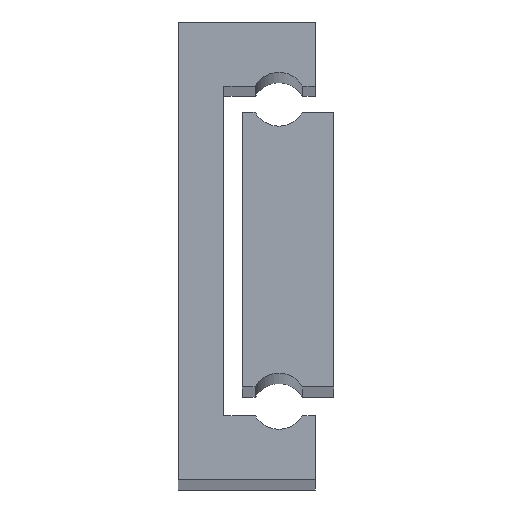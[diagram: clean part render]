
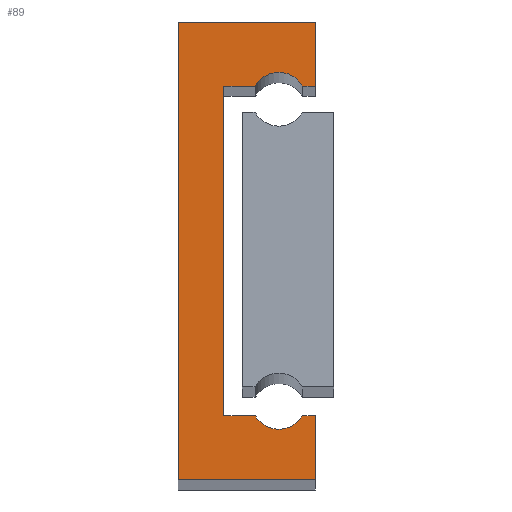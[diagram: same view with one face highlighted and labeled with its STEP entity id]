
A CAD part, top view. The second image highlights one B-rep face of the part: STEP entity #89.
In plain terms, the highlighted planar face has unit normal (0, 0, 1).
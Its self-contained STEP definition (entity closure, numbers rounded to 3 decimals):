
#7 = LINE ( 'NONE', #1539, #377 ) ;
#26 = DIRECTION ( 'NONE',  ( 0., 1., 0. ) ) ;
#29 = LINE ( 'NONE', #934, #1477 ) ;
#89 = ADVANCED_FACE ( 'NONE', ( #1403 ), #1264, .F. ) ;
#98 = VECTOR ( 'NONE', #176, 1000. ) ;
#103 = VECTOR ( 'NONE', #1075, 1000. ) ;
#130 = CARTESIAN_POINT ( 'NONE',  ( 0., 0., 325. ) ) ;
#163 = DIRECTION ( 'NONE',  ( -1., 0., 0. ) ) ;
#174 = CARTESIAN_POINT ( 'NONE',  ( 15., 50., 325. ) ) ;
#176 = DIRECTION ( 'NONE',  ( 0., 1., 0. ) ) ;
#195 = CARTESIAN_POINT ( 'NONE',  ( 15., 7., 325. ) ) ;
#199 = VERTEX_POINT ( 'NONE', #992 ) ;
#274 = CARTESIAN_POINT ( 'NONE',  ( 13.598, 43., 325. ) ) ;
#282 = CARTESIAN_POINT ( 'NONE',  ( 5., 7., 325. ) ) ;
#291 = DIRECTION ( 'NONE',  ( 0., 0., -1. ) ) ;
#297 = DIRECTION ( 'NONE',  ( 1., 0., 0. ) ) ;
#318 = LINE ( 'NONE', #887, #1317 ) ;
#320 = CARTESIAN_POINT ( 'NONE',  ( 0., 0., 325. ) ) ;
#331 = ORIENTED_EDGE ( 'NONE', *, *, #662, .T. ) ;
#377 = VECTOR ( 'NONE', #163, 1000. ) ;
#425 = ORIENTED_EDGE ( 'NONE', *, *, #1618, .T. ) ;
#440 = EDGE_CURVE ( 'NONE', #1657, #1201, #1022, .T. ) ;
#451 = VERTEX_POINT ( 'NONE', #1337 ) ;
#462 = CARTESIAN_POINT ( 'NONE',  ( 11., 41.5, 325. ) ) ;
#492 = LINE ( 'NONE', #744, #1115 ) ;
#499 = CARTESIAN_POINT ( 'NONE',  ( 15., 43., 325. ) ) ;
#501 = DIRECTION ( 'NONE',  ( 0., 0., -1. ) ) ;
#543 = ORIENTED_EDGE ( 'NONE', *, *, #1774, .T. ) ;
#551 = EDGE_CURVE ( 'NONE', #724, #451, #1220, .T. ) ;
#581 = AXIS2_PLACEMENT_3D ( 'NONE', #462, #1051, #1097 ) ;
#614 = CARTESIAN_POINT ( 'NONE',  ( 15., 50., 325. ) ) ;
#662 = EDGE_CURVE ( 'NONE', #1165, #1485, #1889, .T. ) ;
#724 = VERTEX_POINT ( 'NONE', #1613 ) ;
#734 = LINE ( 'NONE', #1936, #1800 ) ;
#744 = CARTESIAN_POINT ( 'NONE',  ( 15., 43., 325. ) ) ;
#750 = DIRECTION ( 'NONE',  ( -1., 0., 0. ) ) ;
#775 = ORIENTED_EDGE ( 'NONE', *, *, #1392, .T. ) ;
#782 = CARTESIAN_POINT ( 'NONE',  ( 0., 50., 325. ) ) ;
#796 = VERTEX_POINT ( 'NONE', #499 ) ;
#807 = CARTESIAN_POINT ( 'NONE',  ( 5., 7., 325. ) ) ;
#860 = CARTESIAN_POINT ( 'NONE',  ( 13.598, 7., 325. ) ) ;
#887 = CARTESIAN_POINT ( 'NONE',  ( 8.402, 43., 325. ) ) ;
#934 = CARTESIAN_POINT ( 'NONE',  ( 0., 0., 325. ) ) ;
#940 = DIRECTION ( 'NONE',  ( 0., -1., 0. ) ) ;
#959 = EDGE_CURVE ( 'NONE', #199, #1610, #1845, .T. ) ;
#992 = CARTESIAN_POINT ( 'NONE',  ( 8.402, 43., 325. ) ) ;
#1009 = ORIENTED_EDGE ( 'NONE', *, *, #1819, .T. ) ;
#1022 = CIRCLE ( 'NONE', #1720, 3. ) ;
#1051 = DIRECTION ( 'NONE',  ( 0., 0., -1. ) ) ;
#1052 = LINE ( 'NONE', #195, #1573 ) ;
#1056 = CARTESIAN_POINT ( 'NONE',  ( 15., 0., 325. ) ) ;
#1075 = DIRECTION ( 'NONE',  ( 0., 1., 0. ) ) ;
#1087 = DIRECTION ( 'NONE',  ( -1., 0., 0. ) ) ;
#1089 = DIRECTION ( 'NONE',  ( 1., 0., 0. ) ) ;
#1097 = DIRECTION ( 'NONE',  ( -1., 0., 0. ) ) ;
#1115 = VECTOR ( 'NONE', #1365, 1000. ) ;
#1123 = VECTOR ( 'NONE', #26, 1000. ) ;
#1165 = VERTEX_POINT ( 'NONE', #282 ) ;
#1201 = VERTEX_POINT ( 'NONE', #1607 ) ;
#1220 = LINE ( 'NONE', #1056, #1123 ) ;
#1251 = CARTESIAN_POINT ( 'NONE',  ( 11., 41.5, 325. ) ) ;
#1264 = PLANE ( 'NONE',  #581 ) ;
#1268 = LINE ( 'NONE', #614, #98 ) ;
#1271 = ORIENTED_EDGE ( 'NONE', *, *, #1809, .T. ) ;
#1281 = ORIENTED_EDGE ( 'NONE', *, *, #959, .T. ) ;
#1313 = DIRECTION ( 'NONE',  ( -1., 0., 0. ) ) ;
#1315 = VERTEX_POINT ( 'NONE', #320 ) ;
#1317 = VECTOR ( 'NONE', #1089, 1000. ) ;
#1337 = CARTESIAN_POINT ( 'NONE',  ( 15., 7., 325. ) ) ;
#1365 = DIRECTION ( 'NONE',  ( 1., 0., 0. ) ) ;
#1388 = ORIENTED_EDGE ( 'NONE', *, *, #440, .T. ) ;
#1392 = EDGE_CURVE ( 'NONE', #796, #1805, #1268, .T. ) ;
#1403 = FACE_OUTER_BOUND ( 'NONE', #1777, .T. ) ;
#1413 = VERTEX_POINT ( 'NONE', #782 ) ;
#1477 = VECTOR ( 'NONE', #940, 1000. ) ;
#1485 = VERTEX_POINT ( 'NONE', #1718 ) ;
#1496 = LINE ( 'NONE', #130, #1934 ) ;
#1518 = ORIENTED_EDGE ( 'NONE', *, *, #1727, .T. ) ;
#1539 = CARTESIAN_POINT ( 'NONE',  ( 0., 50., 325. ) ) ;
#1573 = VECTOR ( 'NONE', #750, 1000. ) ;
#1590 = ORIENTED_EDGE ( 'NONE', *, *, #1769, .T. ) ;
#1607 = CARTESIAN_POINT ( 'NONE',  ( 8.402, 7., 325. ) ) ;
#1610 = VERTEX_POINT ( 'NONE', #274 ) ;
#1613 = CARTESIAN_POINT ( 'NONE',  ( 15., 0., 325. ) ) ;
#1618 = EDGE_CURVE ( 'NONE', #1201, #1165, #734, .T. ) ;
#1657 = VERTEX_POINT ( 'NONE', #860 ) ;
#1673 = CARTESIAN_POINT ( 'NONE',  ( 11., 8.5, 325. ) ) ;
#1687 = AXIS2_PLACEMENT_3D ( 'NONE', #1251, #501, #1087 ) ;
#1697 = ORIENTED_EDGE ( 'NONE', *, *, #1926, .T. ) ;
#1717 = ORIENTED_EDGE ( 'NONE', *, *, #551, .T. ) ;
#1718 = CARTESIAN_POINT ( 'NONE',  ( 5., 43., 325. ) ) ;
#1720 = AXIS2_PLACEMENT_3D ( 'NONE', #1673, #291, #1786 ) ;
#1727 = EDGE_CURVE ( 'NONE', #1315, #724, #1496, .T. ) ;
#1769 = EDGE_CURVE ( 'NONE', #1485, #199, #318, .T. ) ;
#1774 = EDGE_CURVE ( 'NONE', #451, #1657, #1052, .T. ) ;
#1777 = EDGE_LOOP ( 'NONE', ( #1271, #1518, #1717, #543, #1388, #425, #331, #1590, #1281, #1697, #775, #1009 ) ) ;
#1786 = DIRECTION ( 'NONE',  ( 1., 0., 0. ) ) ;
#1800 = VECTOR ( 'NONE', #1313, 1000. ) ;
#1805 = VERTEX_POINT ( 'NONE', #174 ) ;
#1809 = EDGE_CURVE ( 'NONE', #1413, #1315, #29, .T. ) ;
#1819 = EDGE_CURVE ( 'NONE', #1805, #1413, #7, .T. ) ;
#1845 = CIRCLE ( 'NONE', #1687, 3. ) ;
#1889 = LINE ( 'NONE', #807, #103 ) ;
#1926 = EDGE_CURVE ( 'NONE', #1610, #796, #492, .T. ) ;
#1934 = VECTOR ( 'NONE', #297, 1000. ) ;
#1936 = CARTESIAN_POINT ( 'NONE',  ( 8.402, 7., 325. ) ) ;
